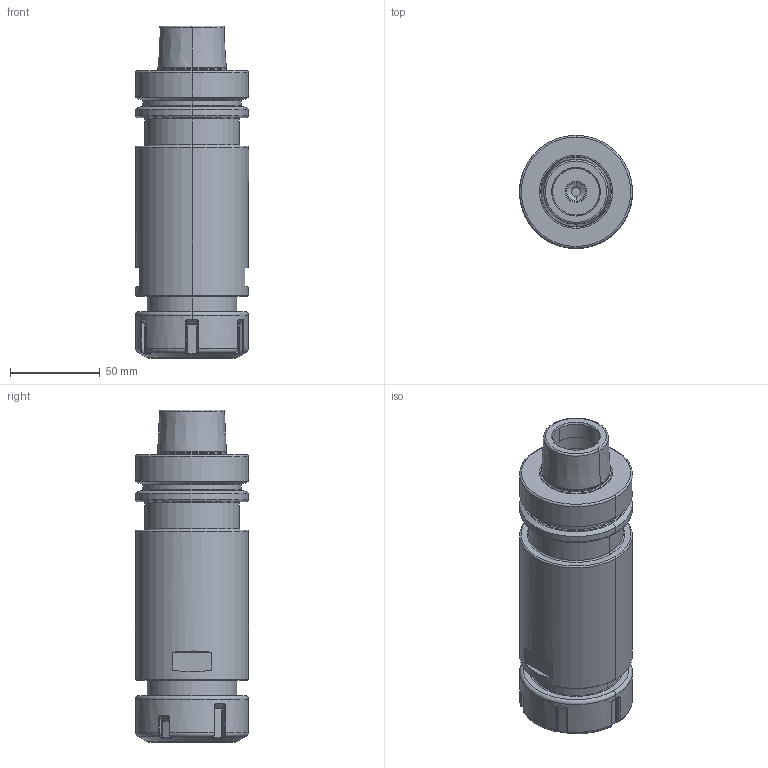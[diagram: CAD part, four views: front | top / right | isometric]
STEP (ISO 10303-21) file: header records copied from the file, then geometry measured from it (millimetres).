
FILE_DESCRIPTION((''),'2;1');
FILE_NAME('F63_02_26_2','2020-08-26T',('103090'),(''),'CREO PARAMETRIC BY PTC INC, 2016260','CREO PARAMETRIC BY PTC INC, 2016260','');
FILE_SCHEMA(('CONFIG_CONTROL_DESIGN'));
Length unit declared in the file: millimetre
Products named in the file (1): F63_02_26_2
Bounding box: 63 x 63 x 185 mm (x, y, z)
Volume: 364161 mm3; surface area: 62344.2 mm2
Topology: 1 solids, 1 shells, 277 faces, 627 edges, 368 vertices
Faces by surface type: cylinder 68, plane 60, bspline 58, torus 53, cone 26, sphere 12
Entity records: 10361 total; most frequent: CARTESIAN_POINT 4476, ORIENTED_EDGE 1254, DIRECTION 1144, EDGE_CURVE 627, AXIS2_PLACEMENT_3D 463, VERTEX_POINT 368, EDGE_LOOP 293, FACE_OUTER_BOUND 277
